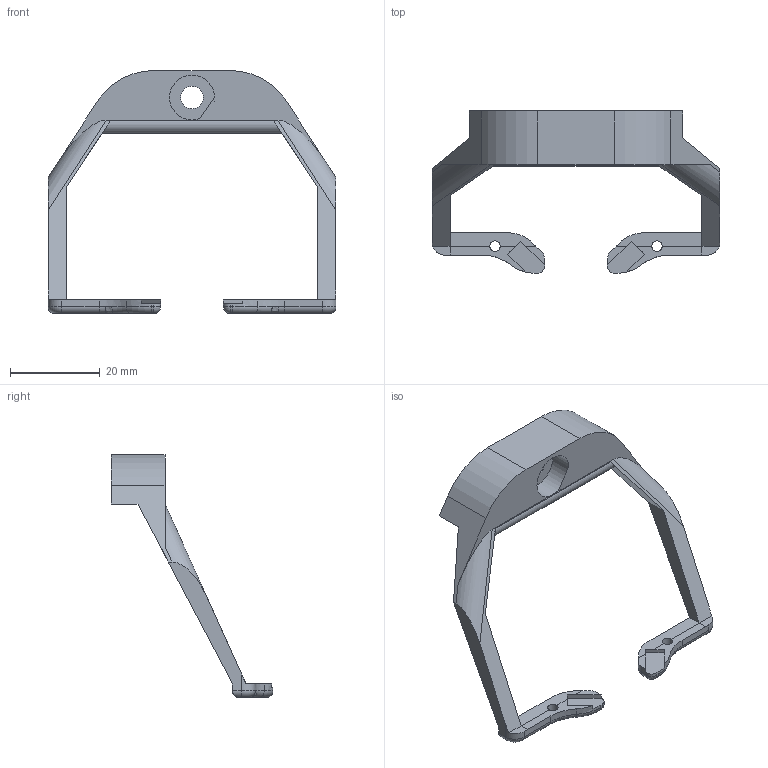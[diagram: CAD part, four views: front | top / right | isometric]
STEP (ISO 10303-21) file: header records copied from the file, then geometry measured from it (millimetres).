
FILE_DESCRIPTION(('FreeCAD Model'),'2;1');
FILE_NAME('Open CASCADE Shape Model','2021-11-16T15:18:55',('Author'),( ''),'Open CASCADE STEP processor 7.5','FreeCAD','Unknown');
FILE_SCHEMA(('AUTOMOTIVE_DESIGN { 1 0 10303 214 1 1 1 1 }'));
Length unit declared in the file: millimetre
Products named in the file (1): main
Bounding box: 64 x 36 x 54 mm (x, y, z)
Volume: 7419.2 mm3; surface area: 4811.4 mm2
Topology: 1 solids, 1 shells, 93 faces, 255 edges, 155 vertices
Faces by surface type: plane 42, cylinder 33, torus 12, revolution 2, bspline 2, sphere 2
Full cylindrical faces by diameter (mm): 2.35 x2, 5 x1, 10 x1
Entity records: 6522 total; most frequent: CARTESIAN_POINT 1420, DIRECTION 992, LINE 572, VECTOR 572, ORIENTED_EDGE 504, PCURVE 504, DEFINITIONAL_REPRESENTATION 504, EDGE_CURVE 252
